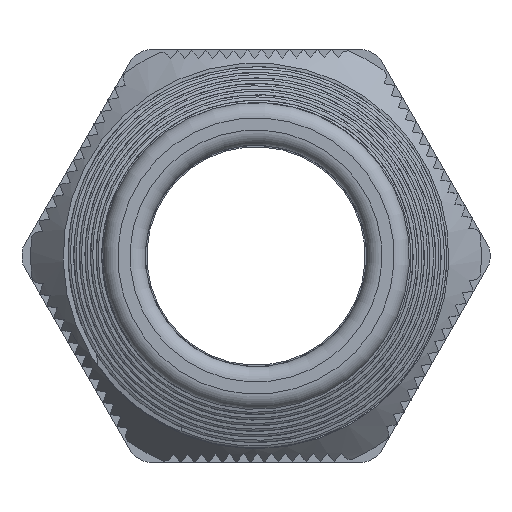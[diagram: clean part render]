
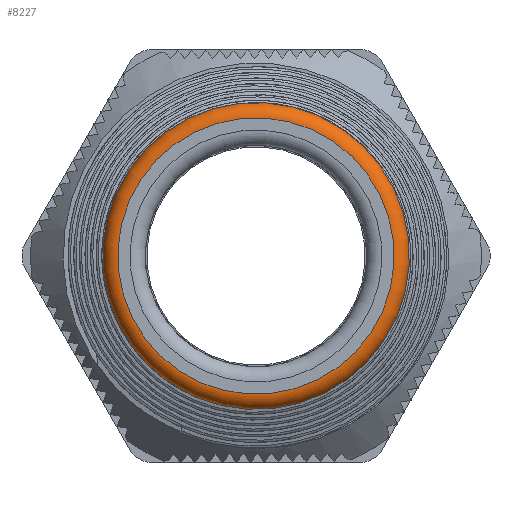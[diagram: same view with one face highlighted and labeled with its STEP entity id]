
A CAD part, left-side view. The second image highlights one B-rep face of the part: STEP entity #8227.
In plain terms, the highlighted toroidal (fillet/blend) face has major radius 9.05 mm and minor radius 1 mm.
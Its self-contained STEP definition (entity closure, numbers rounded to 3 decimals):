
#206=TOROIDAL_SURFACE('',#9028,9.05,1.);
#235=FACE_BOUND('',#2746,.T.);
#2270=FACE_OUTER_BOUND('',#2745,.T.);
#2745=EDGE_LOOP('',(#7682));
#2746=EDGE_LOOP('',(#7683));
#3093=CIRCLE('',#9025,9.05);
#3095=CIRCLE('',#9029,10.05);
#4046=VERTEX_POINT('',#19833);
#4048=VERTEX_POINT('',#19839);
#5263=EDGE_CURVE('',#4046,#4046,#3093,.T.);
#5265=EDGE_CURVE('',#4048,#4048,#3095,.T.);
#7682=ORIENTED_EDGE('',*,*,#5263,.T.);
#7683=ORIENTED_EDGE('',*,*,#5265,.T.);
#8227=ADVANCED_FACE('',(#2270,#235),#206,.T.);
#9025=AXIS2_PLACEMENT_3D('',#19834,#11108,#11109);
#9028=AXIS2_PLACEMENT_3D('',#19838,#11114,#11115);
#9029=AXIS2_PLACEMENT_3D('',#19840,#11116,#11117);
#11108=DIRECTION('center_axis',(-1.,0.,0.));
#11109=DIRECTION('ref_axis',(0.,0.,
-1.));
#11114=DIRECTION('center_axis',(-1.,0.,0.));
#11115=DIRECTION('ref_axis',(0.,0.,1.));
#11116=DIRECTION('center_axis',(1.,0.,0.));
#11117=DIRECTION('ref_axis',(0.,0.,
-1.));
#19833=CARTESIAN_POINT('',(8.44,0.,9.05));
#19834=CARTESIAN_POINT('Origin',(8.44,0.,0.));
#19838=CARTESIAN_POINT('Origin',(7.44,0.,0.));
#19839=CARTESIAN_POINT('',(7.44,0.,10.05));
#19840=CARTESIAN_POINT('Origin',(7.44,0.,0.));
